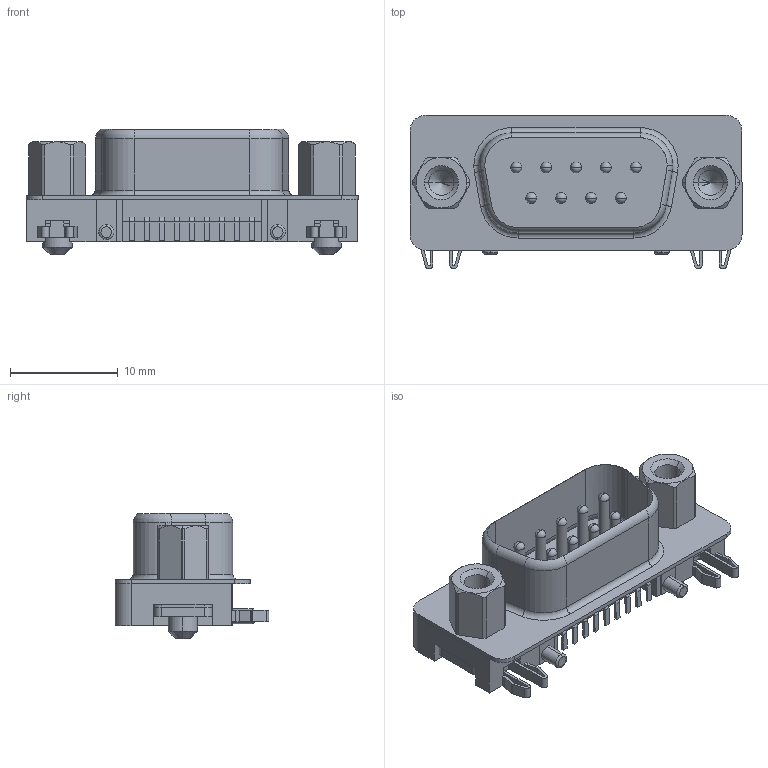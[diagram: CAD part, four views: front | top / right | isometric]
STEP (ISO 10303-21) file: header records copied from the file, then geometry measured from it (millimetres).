
FILE_DESCRIPTION (( 'STEP AP214' ), '1' );
FILE_NAME ('K202XHT-E9P-NJ_rB4.STEP', '2013-10-03T18:01:24', ( 'Daniel' ), ( 'Microsoft' ), 'SwSTEP 2.0', 'SolidWorks 2012', '' );
FILE_SCHEMA (( 'AUTOMOTIVE_DESIGN' ));
Length unit declared in the file: millimetre
Products named in the file (1): K202XHT-E9P-NJ_rB4
Bounding box: 30.81 x 14.25 x 11.65 mm (x, y, z)
Volume: 1551.8 mm3; surface area: 2462.5 mm2
Topology: 1 solids, 1 shells, 423 faces, 1129 edges, 716 vertices
Faces by surface type: plane 196, cylinder 158, cone 28, torus 23, sphere 18
Entity records: 14066 total; most frequent: CARTESIAN_POINT 2399, DIRECTION 2287, ORIENTED_EDGE 2178, EDGE_CURVE 1089, AXIS2_PLACEMENT_3D 800, VERTEX_POINT 698, LINE 687, VECTOR 687
